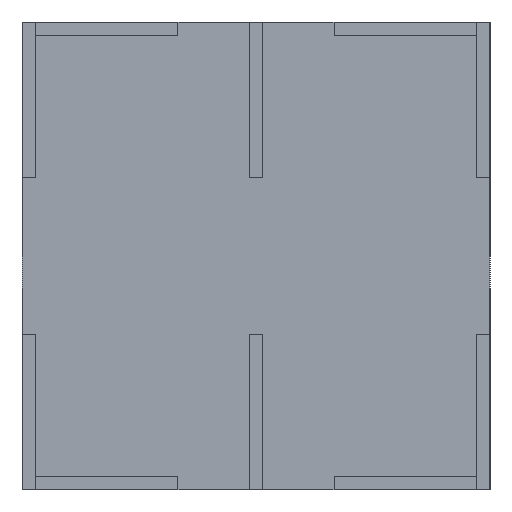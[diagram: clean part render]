
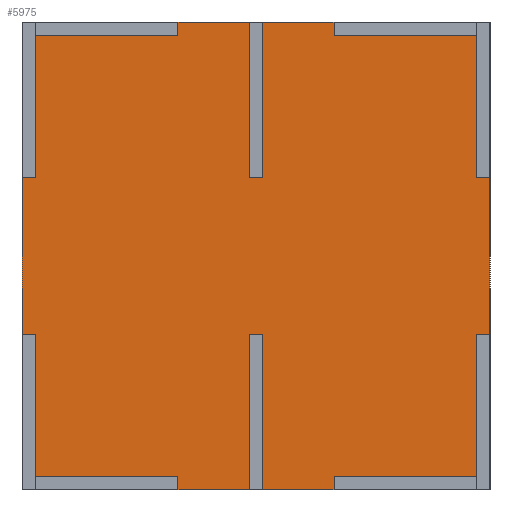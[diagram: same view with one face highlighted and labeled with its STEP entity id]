
A CAD part, left-side view. The second image highlights one B-rep face of the part: STEP entity #5975.
In plain terms, the highlighted planar face has unit normal (-1, 0, 0).
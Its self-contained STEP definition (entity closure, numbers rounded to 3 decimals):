
#332=PLANE('',#6388);
#623=FACE_OUTER_BOUND('',#1032,.T.);
#1032=EDGE_LOOP('',(#5390,#5391,#5392,#5393,#5394,#5395,#5396,#5397,#5398,
#5399,#5400,#5401,#5402,#5403,#5404,#5405,#5406,#5407,#5408,#5409,#5410,
#5411,#5412,#5413,#5414,#5415,#5416,#5417));
#1630=LINE('',#9308,#2347);
#1634=LINE('',#9315,#2351);
#1636=LINE('',#9321,#2353);
#1641=LINE('',#9330,#2358);
#1642=LINE('',#9333,#2359);
#1645=LINE('',#9339,#2362);
#1649=LINE('',#9347,#2366);
#1653=LINE('',#9356,#2370);
#1656=LINE('',#9363,#2373);
#1661=LINE('',#9372,#2378);
#1662=LINE('',#9374,#2379);
#1666=LINE('',#9381,#2383);
#1669=LINE('',#9387,#2386);
#1670=LINE('',#9390,#2387);
#1671=LINE('',#9392,#2388);
#1672=LINE('',#9394,#2389);
#1673=LINE('',#9396,#2390);
#1674=LINE('',#9398,#2391);
#1675=LINE('',#9400,#2392);
#1676=LINE('',#9402,#2393);
#1677=LINE('',#9403,#2394);
#1678=LINE('',#9405,#2395);
#1679=LINE('',#9407,#2396);
#1680=LINE('',#9409,#2397);
#1681=LINE('',#9411,#2398);
#1682=LINE('',#9413,#2399);
#1683=LINE('',#9414,#2400);
#1684=LINE('',#9415,#2401);
#2347=VECTOR('',#7680,10.);
#2351=VECTOR('',#7686,10.);
#2353=VECTOR('',#7690,10.);
#2358=VECTOR('',#7697,10.);
#2359=VECTOR('',#7700,10.);
#2362=VECTOR('',#7705,10.);
#2366=VECTOR('',#7711,10.);
#2370=VECTOR('',#7717,10.);
#2373=VECTOR('',#7722,10.);
#2378=VECTOR('',#7729,10.);
#2379=VECTOR('',#7732,10.);
#2383=VECTOR('',#7738,10.);
#2386=VECTOR('',#7743,10.);
#2387=VECTOR('',#7746,10.);
#2388=VECTOR('',#7747,10.);
#2389=VECTOR('',#7748,10.);
#2390=VECTOR('',#7749,10.);
#2391=VECTOR('',#7750,10.);
#2392=VECTOR('',#7751,10.);
#2393=VECTOR('',#7752,10.);
#2394=VECTOR('',#7753,10.);
#2395=VECTOR('',#7754,10.);
#2396=VECTOR('',#7755,10.);
#2397=VECTOR('',#7756,10.);
#2398=VECTOR('',#7757,10.);
#2399=VECTOR('',#7758,10.);
#2400=VECTOR('',#7759,10.);
#2401=VECTOR('',#7760,10.);
#3071=VERTEX_POINT('',#9305);
#3072=VERTEX_POINT('',#9307);
#3074=VERTEX_POINT('',#9313);
#3075=VERTEX_POINT('',#9317);
#3077=VERTEX_POINT('',#9320);
#3080=VERTEX_POINT('',#9328);
#3081=VERTEX_POINT('',#9332);
#3083=VERTEX_POINT('',#9338);
#3086=VERTEX_POINT('',#9346);
#3089=VERTEX_POINT('',#9353);
#3090=VERTEX_POINT('',#9355);
#3091=VERTEX_POINT('',#9359);
#3093=VERTEX_POINT('',#9362);
#3095=VERTEX_POINT('',#9368);
#3098=VERTEX_POINT('',#9378);
#3100=VERTEX_POINT('',#9385);
#3101=VERTEX_POINT('',#9389);
#3102=VERTEX_POINT('',#9391);
#3103=VERTEX_POINT('',#9393);
#3104=VERTEX_POINT('',#9395);
#3105=VERTEX_POINT('',#9397);
#3106=VERTEX_POINT('',#9399);
#3107=VERTEX_POINT('',#9401);
#3108=VERTEX_POINT('',#9404);
#3109=VERTEX_POINT('',#9406);
#3110=VERTEX_POINT('',#9408);
#3111=VERTEX_POINT('',#9410);
#3112=VERTEX_POINT('',#9412);
#3846=EDGE_CURVE('',#3072,#3071,#1630,.T.);
#3850=EDGE_CURVE('',#3071,#3074,#1634,.T.);
#3852=EDGE_CURVE('',#3077,#3075,#1636,.T.);
#3857=EDGE_CURVE('',#3075,#3080,#1641,.T.);
#3858=EDGE_CURVE('',#3081,#3077,#1642,.T.);
#3861=EDGE_CURVE('',#3083,#3072,#1645,.T.);
#3865=EDGE_CURVE('',#3086,#3081,#1649,.T.);
#3869=EDGE_CURVE('',#3090,#3089,#1653,.T.);
#3872=EDGE_CURVE('',#3093,#3091,#1656,.T.);
#3877=EDGE_CURVE('',#3095,#3093,#1661,.T.);
#3878=EDGE_CURVE('',#3089,#3086,#1662,.T.);
#3882=EDGE_CURVE('',#3098,#3095,#1666,.T.);
#3885=EDGE_CURVE('',#3091,#3100,#1669,.T.);
#3886=EDGE_CURVE('',#3080,#3101,#1670,.T.);
#3887=EDGE_CURVE('',#3101,#3102,#1671,.T.);
#3888=EDGE_CURVE('',#3102,#3103,#1672,.T.);
#3889=EDGE_CURVE('',#3103,#3104,#1673,.T.);
#3890=EDGE_CURVE('',#3104,#3105,#1674,.T.);
#3891=EDGE_CURVE('',#3105,#3106,#1675,.T.);
#3892=EDGE_CURVE('',#3106,#3107,#1676,.T.);
#3893=EDGE_CURVE('',#3107,#3098,#1677,.T.);
#3894=EDGE_CURVE('',#3100,#3108,#1678,.T.);
#3895=EDGE_CURVE('',#3108,#3109,#1679,.T.);
#3896=EDGE_CURVE('',#3109,#3110,#1680,.T.);
#3897=EDGE_CURVE('',#3110,#3111,#1681,.T.);
#3898=EDGE_CURVE('',#3111,#3112,#1682,.T.);
#3899=EDGE_CURVE('',#3112,#3083,#1683,.T.);
#3900=EDGE_CURVE('',#3074,#3090,#1684,.T.);
#5390=ORIENTED_EDGE('',*,*,#3857,.T.);
#5391=ORIENTED_EDGE('',*,*,#3886,.T.);
#5392=ORIENTED_EDGE('',*,*,#3887,.T.);
#5393=ORIENTED_EDGE('',*,*,#3888,.T.);
#5394=ORIENTED_EDGE('',*,*,#3889,.T.);
#5395=ORIENTED_EDGE('',*,*,#3890,.T.);
#5396=ORIENTED_EDGE('',*,*,#3891,.T.);
#5397=ORIENTED_EDGE('',*,*,#3892,.T.);
#5398=ORIENTED_EDGE('',*,*,#3893,.T.);
#5399=ORIENTED_EDGE('',*,*,#3882,.T.);
#5400=ORIENTED_EDGE('',*,*,#3877,.T.);
#5401=ORIENTED_EDGE('',*,*,#3872,.T.);
#5402=ORIENTED_EDGE('',*,*,#3885,.T.);
#5403=ORIENTED_EDGE('',*,*,#3894,.T.);
#5404=ORIENTED_EDGE('',*,*,#3895,.T.);
#5405=ORIENTED_EDGE('',*,*,#3896,.T.);
#5406=ORIENTED_EDGE('',*,*,#3897,.T.);
#5407=ORIENTED_EDGE('',*,*,#3898,.T.);
#5408=ORIENTED_EDGE('',*,*,#3899,.T.);
#5409=ORIENTED_EDGE('',*,*,#3861,.T.);
#5410=ORIENTED_EDGE('',*,*,#3846,.T.);
#5411=ORIENTED_EDGE('',*,*,#3850,.T.);
#5412=ORIENTED_EDGE('',*,*,#3900,.T.);
#5413=ORIENTED_EDGE('',*,*,#3869,.T.);
#5414=ORIENTED_EDGE('',*,*,#3878,.T.);
#5415=ORIENTED_EDGE('',*,*,#3865,.T.);
#5416=ORIENTED_EDGE('',*,*,#3858,.T.);
#5417=ORIENTED_EDGE('',*,*,#3852,.T.);
#5975=ADVANCED_FACE('',(#623),#332,.T.);
#6388=AXIS2_PLACEMENT_3D('',#9388,#7744,#7745);
#7680=DIRECTION('',(0.,-1.,0.));
#7686=DIRECTION('',(0.,0.,-1.));
#7690=DIRECTION('',(0.,0.,1.));
#7697=DIRECTION('',(0.,-1.,0.));
#7700=DIRECTION('',(0.,-1.,0.));
#7705=DIRECTION('',(0.,0.,-1.));
#7711=DIRECTION('',(0.,0.,-1.));
#7717=DIRECTION('',(0.,0.,1.));
#7722=DIRECTION('',(0.,0.,1.));
#7729=DIRECTION('',(0.,1.,0.));
#7732=DIRECTION('',(0.,-1.,0.));
#7738=DIRECTION('',(0.,0.,-1.));
#7743=DIRECTION('',(0.,1.,0.));
#7744=DIRECTION('center_axis',(-1.,0.,0.));
#7745=DIRECTION('ref_axis',(0.,0.,1.));
#7746=DIRECTION('',(0.,0.,1.));
#7747=DIRECTION('',(0.,-1.,0.));
#7748=DIRECTION('',(0.,0.,1.));
#7749=DIRECTION('',(0.,1.,0.));
#7750=DIRECTION('',(0.,0.,1.));
#7751=DIRECTION('',(0.,1.,0.));
#7752=DIRECTION('',(0.,0.,1.));
#7753=DIRECTION('',(0.,1.,0.));
#7754=DIRECTION('',(0.,0.,-1.));
#7755=DIRECTION('',(0.,1.,0.));
#7756=DIRECTION('',(0.,0.,-1.));
#7757=DIRECTION('',(0.,1.,0.));
#7758=DIRECTION('',(0.,0.,-1.));
#7759=DIRECTION('',(0.,-1.,0.));
#7760=DIRECTION('',(0.,-1.,0.));
#9305=CARTESIAN_POINT('',(0.,56.987,-82.98));
#9307=CARTESIAN_POINT('',(0.,82.98,-82.98));
#9308=CARTESIAN_POINT('',(0.,42.735,-82.98));
#9313=CARTESIAN_POINT('',(0.,56.987,-85.48));
#9315=CARTESIAN_POINT('',(0.,56.987,-62.865));
#9317=CARTESIAN_POINT('',(0.,28.493,-82.98));
#9320=CARTESIAN_POINT('',(0.,28.493,-85.48));
#9321=CARTESIAN_POINT('',(0.,28.493,-62.865));
#9328=CARTESIAN_POINT('',(0.,2.5,-82.98));
#9330=CARTESIAN_POINT('',(0.,42.735,-82.98));
#9332=CARTESIAN_POINT('',(0.,41.5,-85.48));
#9333=CARTESIAN_POINT('',(0.,85.46,-85.48));
#9338=CARTESIAN_POINT('',(0.,82.98,-56.987));
#9339=CARTESIAN_POINT('',(0.,82.98,-42.745));
#9346=CARTESIAN_POINT('',(0.,41.5,-56.987));
#9347=CARTESIAN_POINT('',(0.,41.5,-42.745));
#9353=CARTESIAN_POINT('',(0.,44.,-56.987));
#9355=CARTESIAN_POINT('',(0.,44.,-85.48));
#9356=CARTESIAN_POINT('',(0.,44.,-42.745));
#9359=CARTESIAN_POINT('',(0.,44.,-0.02));
#9362=CARTESIAN_POINT('',(0.,44.,-28.493));
#9363=CARTESIAN_POINT('',(0.,44.,-42.745));
#9368=CARTESIAN_POINT('',(0.,41.5,-28.493));
#9372=CARTESIAN_POINT('',(0.,42.115,-28.493));
#9374=CARTESIAN_POINT('',(0.,42.115,-56.987));
#9378=CARTESIAN_POINT('',(0.,41.5,-0.02));
#9381=CARTESIAN_POINT('',(0.,41.5,-42.745));
#9385=CARTESIAN_POINT('',(0.,56.987,-0.02));
#9387=CARTESIAN_POINT('',(0.,0.,-0.02));
#9388=CARTESIAN_POINT('Origin',(0.,42.73,-42.75));
#9389=CARTESIAN_POINT('',(0.,2.5,-56.987));
#9390=CARTESIAN_POINT('',(0.,2.5,-42.745));
#9391=CARTESIAN_POINT('',(0.,0.,-56.987));
#9392=CARTESIAN_POINT('',(0.,21.365,-56.987));
#9393=CARTESIAN_POINT('',(0.,0.,-28.493));
#9394=CARTESIAN_POINT('',(0.,0.,-85.48));
#9395=CARTESIAN_POINT('',(0.,2.5,-28.493));
#9396=CARTESIAN_POINT('',(0.,21.365,-28.493));
#9397=CARTESIAN_POINT('',(0.,2.5,-2.5));
#9398=CARTESIAN_POINT('',(0.,2.5,-42.745));
#9399=CARTESIAN_POINT('',(0.,28.493,-2.5));
#9400=CARTESIAN_POINT('',(0.,42.735,-2.5));
#9401=CARTESIAN_POINT('',(0.,28.493,-0.02));
#9402=CARTESIAN_POINT('',(0.,28.493,-21.375));
#9403=CARTESIAN_POINT('',(0.,0.,-0.02));
#9404=CARTESIAN_POINT('',(0.,56.987,-2.5));
#9405=CARTESIAN_POINT('',(0.,56.987,-21.375));
#9406=CARTESIAN_POINT('',(0.,82.98,-2.5));
#9407=CARTESIAN_POINT('',(0.,42.735,-2.5));
#9408=CARTESIAN_POINT('',(0.,82.98,-28.493));
#9409=CARTESIAN_POINT('',(0.,82.98,-42.745));
#9410=CARTESIAN_POINT('',(0.,85.46,-28.493));
#9411=CARTESIAN_POINT('',(0.,62.855,-28.493));
#9412=CARTESIAN_POINT('',(0.,85.46,-56.987));
#9413=CARTESIAN_POINT('',(0.,85.46,-0.02));
#9414=CARTESIAN_POINT('',(0.,62.855,-56.987));
#9415=CARTESIAN_POINT('',(0.,85.46,-85.48));
